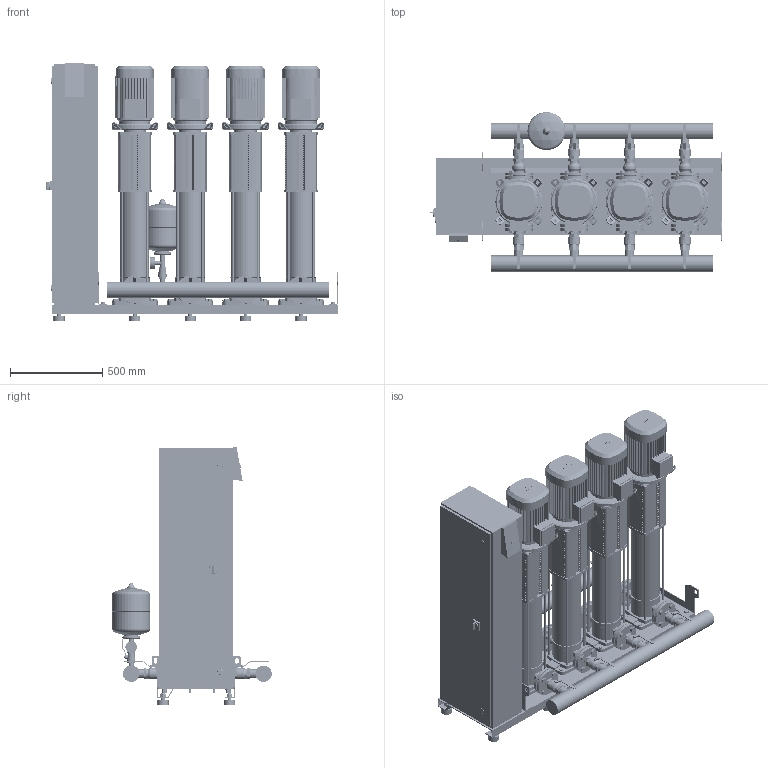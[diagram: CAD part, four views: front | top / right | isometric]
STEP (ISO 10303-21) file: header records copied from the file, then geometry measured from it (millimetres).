
FILE_DESCRIPTION((''),'2;1');
FILE_NAME('3d_SiBoostSmart4HELIXV1015-2536113.stp','2016-01-25T10:48:20',(''),(''),'Mechanical Desktop 2009','Mechanical Desktop 2009',', , ');
FILE_SCHEMA(('CONFIG_CONTROL_DESIGN'));
Length unit declared in the file: millimetre
Products named in the file (1): Product
Bounding box: 1580 x 864.45 x 1398.4 mm (x, y, z)
Volume: 284988463.3 mm3; surface area: 16475317.1 mm2
Topology: 213 solids, 213 shells, 7896 faces, 20684 edges, 13509 vertices
Faces by surface type: plane 3543, bspline 2569, cylinder 1302, cone 298, torus 162, sphere 22
Entity records: 255610 total; most frequent: CARTESIAN_POINT 61696, ORIENTED_EDGE 41324, DIRECTION 37118, EDGE_CURVE 20662, VECTOR 14214, LINE 14214, VERTEX_POINT 13496, AXIS2_PLACEMENT_3D 11452
